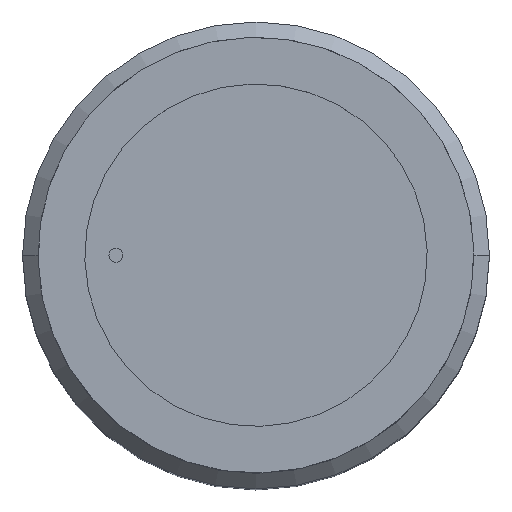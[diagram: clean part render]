
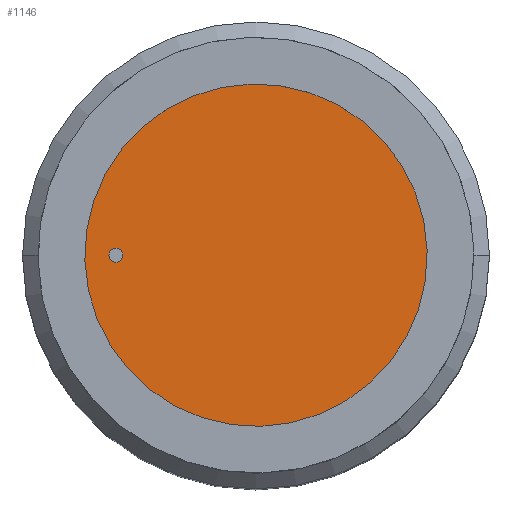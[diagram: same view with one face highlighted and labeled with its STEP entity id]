
A CAD part, top view. The second image highlights one B-rep face of the part: STEP entity #1146.
In plain terms, the highlighted planar face has unit normal (0, 0, 1).
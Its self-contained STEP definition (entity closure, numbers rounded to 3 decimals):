
#340 = DIRECTION ( 'NONE',  ( 1., 0., 0. ) ) ;
#341 = DIRECTION ( 'NONE',  ( 0., 0., 1. ) ) ;
#342 = CARTESIAN_POINT ( 'NONE',  ( 0., 0., 49. ) ) ;
#407 = DIRECTION ( 'NONE',  ( 1., 0., 0. ) ) ;
#410 = DIRECTION ( 'NONE',  ( 0., 0., 1. ) ) ;
#411 = CARTESIAN_POINT ( 'NONE',  ( 0., 0., 49. ) ) ;
#537 = EDGE_CURVE ( 'NONE', #1970, #1928, #1452, .T. ) ;
#560 = EDGE_CURVE ( 'NONE', #1928, #1970, #1428, .T. ) ;
#580 = EDGE_CURVE ( 'NONE', #2017, #1480, #1370, .T. ) ;
#632 = EDGE_CURVE ( 'NONE', #1480, #2017, #1359, .T. ) ;
#669 = AXIS2_PLACEMENT_3D ( 'NONE', #411, #410, #407 ) ;
#724 = AXIS2_PLACEMENT_3D ( 'NONE', #2756, #2752, #2499 ) ;
#729 = AXIS2_PLACEMENT_3D ( 'NONE', #342, #341, #340 ) ;
#770 = AXIS2_PLACEMENT_3D ( 'NONE', #2984, #2983, #2982 ) ;
#780 = AXIS2_PLACEMENT_3D ( 'NONE', #2662, #2667, #2660 ) ;
#1052 = FACE_BOUND ( 'NONE', #1993, .T. ) ;
#1060 = FACE_OUTER_BOUND ( 'NONE', #2004, .T. ) ;
#1146 = ADVANCED_FACE ( 'NONE', ( #1052, #1060 ), #2661, .T. ) ;
#1359 = CIRCLE ( 'NONE', #770, 0.45 ) ;
#1370 = CIRCLE ( 'NONE', #724, 0.45 ) ;
#1428 = CIRCLE ( 'NONE', #729, 13.5 ) ;
#1452 = CIRCLE ( 'NONE', #669, 13.5 ) ;
#1480 = VERTEX_POINT ( 'NONE', #2303 ) ;
#1628 = ORIENTED_EDGE ( 'NONE', *, *, #632, .F. ) ;
#1631 = ORIENTED_EDGE ( 'NONE', *, *, #537, .T. ) ;
#1633 = ORIENTED_EDGE ( 'NONE', *, *, #580, .F. ) ;
#1635 = ORIENTED_EDGE ( 'NONE', *, *, #560, .T. ) ;
#1928 = VERTEX_POINT ( 'NONE', #2213 ) ;
#1970 = VERTEX_POINT ( 'NONE', #2190 ) ;
#1993 = EDGE_LOOP ( 'NONE', ( #1628, #1633 ) ) ;
#2004 = EDGE_LOOP ( 'NONE', ( #1631, #1635 ) ) ;
#2017 = VERTEX_POINT ( 'NONE', #2167 ) ;
#2167 = CARTESIAN_POINT ( 'NONE',  ( -9.45, 0., 49. ) ) ;
#2190 = CARTESIAN_POINT ( 'NONE',  ( -13.5, 0., 49. ) ) ;
#2213 = CARTESIAN_POINT ( 'NONE',  ( 13.5, 0., 49. ) ) ;
#2303 = CARTESIAN_POINT ( 'NONE',  ( -8.55, 0., 49. ) ) ;
#2499 = DIRECTION ( 'NONE',  ( 1., 0., 0. ) ) ;
#2660 = DIRECTION ( 'NONE',  ( 1., 0., 0. ) ) ;
#2661 = PLANE ( 'NONE',  #780 ) ;
#2662 = CARTESIAN_POINT ( 'NONE',  ( 0., 0., 49. ) ) ;
#2667 = DIRECTION ( 'NONE',  ( 0., 0., 1. ) ) ;
#2752 = DIRECTION ( 'NONE',  ( 0., 0., 1. ) ) ;
#2756 = CARTESIAN_POINT ( 'NONE',  ( -9., 0., 49. ) ) ;
#2982 = DIRECTION ( 'NONE',  ( 1., 0., 0. ) ) ;
#2983 = DIRECTION ( 'NONE',  ( 0., 0., 1. ) ) ;
#2984 = CARTESIAN_POINT ( 'NONE',  ( -9., 0., 49. ) ) ;
